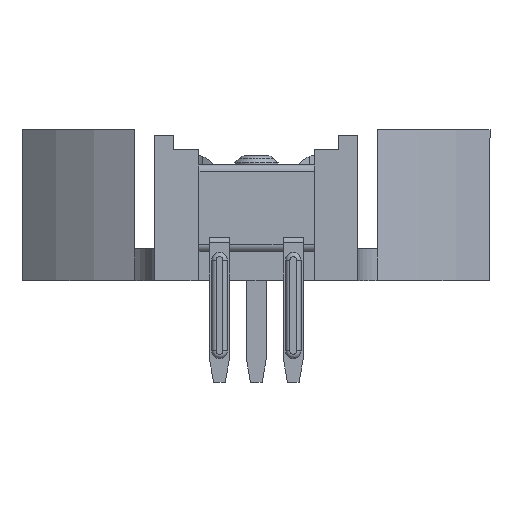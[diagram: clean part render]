
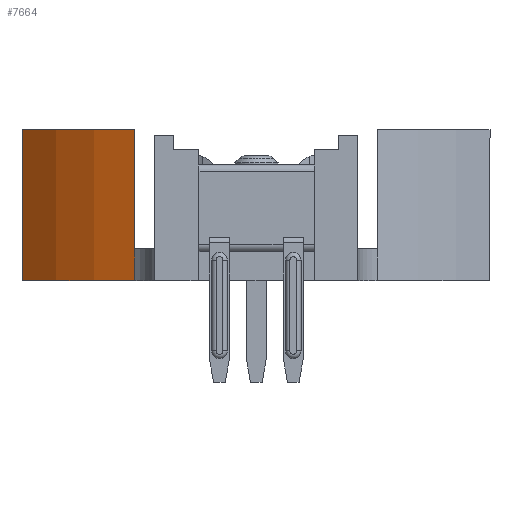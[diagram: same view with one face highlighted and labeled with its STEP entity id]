
A CAD part, left-side view. The second image highlights one B-rep face of the part: STEP entity #7664.
In plain terms, the highlighted cylindrical face has radius 11 mm (diameter 22 mm), a partial arc.
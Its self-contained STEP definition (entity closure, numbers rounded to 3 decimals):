
#175 = EDGE_LOOP ( 'NONE', ( #23861, #25224, #19671, #4226, #8617 ) ) ;
#1147 = CARTESIAN_POINT ( 'NONE',  ( 0., 1.974, -1.955 ) ) ;
#2271 = LINE ( 'NONE', #6439, #21408 ) ;
#2289 = DIRECTION ( 'NONE',  ( 0., -1., 0. ) ) ;
#4226 = ORIENTED_EDGE ( 'NONE', *, *, #22318, .T. ) ;
#4289 = CYLINDRICAL_SURFACE ( 'NONE', #17686, 11. ) ;
#4428 = DIRECTION ( 'NONE',  ( 0., 1., 0. ) ) ;
#6086 = VERTEX_POINT ( 'NONE', #12326 ) ;
#6255 = CARTESIAN_POINT ( 'NONE',  ( -10.178, 6.145, -1.955 ) ) ;
#6439 = CARTESIAN_POINT ( 'NONE',  ( -7.496, 10.024, -0.955 ) ) ;
#6587 = VECTOR ( 'NONE', #12815, 1000. ) ;
#6961 = DIRECTION ( 'NONE',  ( 0., -1., 0. ) ) ;
#7664 = ADVANCED_FACE ( 'NONE', ( #14743 ), #4289, .T. ) ;
#8283 = CIRCLE ( 'NONE', #23448, 11. ) ;
#8617 = ORIENTED_EDGE ( 'NONE', *, *, #10407, .T. ) ;
#10407 = EDGE_CURVE ( 'NONE', #25898, #16189, #11997, .T. ) ;
#11125 = CARTESIAN_POINT ( 'NONE',  ( -10.178, 6.145, 3.245 ) ) ;
#11160 = CARTESIAN_POINT ( 'NONE',  ( -10.178, 6.145, -0.855 ) ) ;
#11997 = CIRCLE ( 'NONE', #14157, 11. ) ;
#12326 = CARTESIAN_POINT ( 'NONE',  ( -7.496, 10.024, 3.245 ) ) ;
#12563 = LINE ( 'NONE', #20857, #6587 ) ;
#12583 = CARTESIAN_POINT ( 'NONE',  ( 0., 1.974, 3.245 ) ) ;
#12815 = DIRECTION ( 'NONE',  ( 0., 0., -1. ) ) ;
#14157 = AXIS2_PLACEMENT_3D ( 'NONE', #1147, #25520, #6961 ) ;
#14743 = FACE_OUTER_BOUND ( 'NONE', #175, .T. ) ;
#14892 = DIRECTION ( 'NONE',  ( 0., 0., -1. ) ) ;
#16189 = VERTEX_POINT ( 'NONE', #6255 ) ;
#17313 = CARTESIAN_POINT ( 'NONE',  ( -7.496, 10.024, -1.955 ) ) ;
#17686 = AXIS2_PLACEMENT_3D ( 'NONE', #23032, #14892, #4428 ) ;
#17881 = CARTESIAN_POINT ( 'NONE',  ( -10.178, 6.145, -0.855 ) ) ;
#17899 = VERTEX_POINT ( 'NONE', #17881 ) ;
#19286 = EDGE_CURVE ( 'NONE', #17899, #16189, #21495, .T. ) ;
#19562 = VERTEX_POINT ( 'NONE', #11125 ) ;
#19671 = ORIENTED_EDGE ( 'NONE', *, *, #26606, .F. ) ;
#20857 = CARTESIAN_POINT ( 'NONE',  ( -10.178, 6.145, 3.245 ) ) ;
#20875 = DIRECTION ( 'NONE',  ( 0., 0., 1. ) ) ;
#21164 = EDGE_CURVE ( 'NONE', #19562, #17899, #12563, .T. ) ;
#21408 = VECTOR ( 'NONE', #24881, 1000. ) ;
#21495 = LINE ( 'NONE', #11160, #24704 ) ;
#22318 = EDGE_CURVE ( 'NONE', #6086, #25898, #2271, .T. ) ;
#23032 = CARTESIAN_POINT ( 'NONE',  ( 0., 1.974, -0.955 ) ) ;
#23448 = AXIS2_PLACEMENT_3D ( 'NONE', #12583, #20875, #2289 ) ;
#23861 = ORIENTED_EDGE ( 'NONE', *, *, #19286, .F. ) ;
#24704 = VECTOR ( 'NONE', #25534, 1000. ) ;
#24881 = DIRECTION ( 'NONE',  ( 0., 0., -1. ) ) ;
#25224 = ORIENTED_EDGE ( 'NONE', *, *, #21164, .F. ) ;
#25520 = DIRECTION ( 'NONE',  ( 0., 0., 1. ) ) ;
#25534 = DIRECTION ( 'NONE',  ( 0., 0., -1. ) ) ;
#25898 = VERTEX_POINT ( 'NONE', #17313 ) ;
#26606 = EDGE_CURVE ( 'NONE', #6086, #19562, #8283, .T. ) ;
